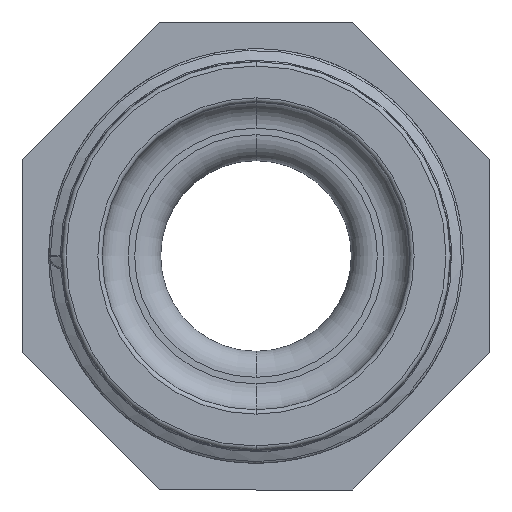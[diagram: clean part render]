
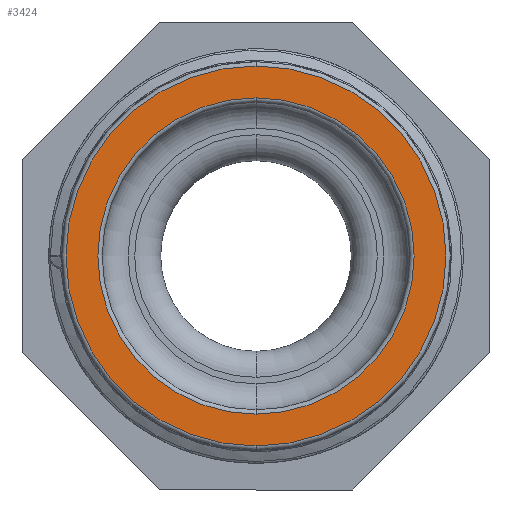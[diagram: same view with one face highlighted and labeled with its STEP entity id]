
A CAD part, left-side view. The second image highlights one B-rep face of the part: STEP entity #3424.
In plain terms, the highlighted planar face has unit normal (-1, 0, 0).
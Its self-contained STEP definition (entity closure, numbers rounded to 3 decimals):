
#87 = EDGE_LOOP ( 'NONE', ( #1762, #1763 ) ) ;
#89 = EDGE_LOOP ( 'NONE', ( #1764, #1765 ) ) ;
#1629 = AXIS2_PLACEMENT_3D ( 'NONE', #4467, #4474, #4475 ) ;
#1762 = ORIENTED_EDGE ( 'NONE', *, *, #9418, .T. ) ;
#1763 = ORIENTED_EDGE ( 'NONE', *, *, #3482, .T. ) ;
#1764 = ORIENTED_EDGE ( 'NONE', *, *, #3479, .T. ) ;
#1765 = ORIENTED_EDGE ( 'NONE', *, *, #9419, .T. ) ;
#3424 = ADVANCED_FACE ( 'NONE', ( #4471, #4463 ), #4472, .T. ) ;
#3479 = EDGE_CURVE ( 'NONE', #3771, #3760, #5223, .T. ) ;
#3482 = EDGE_CURVE ( 'NONE', #3765, #3768, #5229, .T. ) ;
#3760 = VERTEX_POINT ( 'NONE', #8794 ) ;
#3765 = VERTEX_POINT ( 'NONE', #8799 ) ;
#3768 = VERTEX_POINT ( 'NONE', #8802 ) ;
#3771 = VERTEX_POINT ( 'NONE', #8805 ) ;
#4463 = FACE_OUTER_BOUND ( 'NONE', #89, .T. ) ;
#4467 = CARTESIAN_POINT ( 'NONE',  ( 0., 17.75, 0. ) ) ;
#4471 = FACE_BOUND ( 'NONE', #87, .T. ) ;
#4472 = PLANE ( 'NONE',  #1629 ) ;
#4474 = DIRECTION ( 'NONE',  ( -1., 0., 0. ) ) ;
#4475 = DIRECTION ( 'NONE',  ( 0., 0., 1. ) ) ;
#4956 = CARTESIAN_POINT ( 'NONE',  ( 0., 0., 0. ) ) ;
#4957 = DIRECTION ( 'NONE',  ( -1., 0., 0. ) ) ;
#4958 = DIRECTION ( 'NONE',  ( 0., 0., 1. ) ) ;
#4967 = CARTESIAN_POINT ( 'NONE',  ( 0., 0., 0. ) ) ;
#4968 = DIRECTION ( 'NONE',  ( 1., 0., 0. ) ) ;
#4969 = DIRECTION ( 'NONE',  ( 0., 0., 1. ) ) ;
#5223 = CIRCLE ( 'NONE', #5228, 21.922 ) ;
#5228 = AXIS2_PLACEMENT_3D ( 'NONE', #4956, #4957, #4958 ) ;
#5229 = CIRCLE ( 'NONE', #5232, 18.25 ) ;
#5232 = AXIS2_PLACEMENT_3D ( 'NONE', #4967, #4968, #4969 ) ;
#5389 = CIRCLE ( 'NONE', #5392, 18.25 ) ;
#5391 = CIRCLE ( 'NONE', #5394, 21.922 ) ;
#5392 = AXIS2_PLACEMENT_3D ( 'NONE', #9250, #9251, #9252 ) ;
#5394 = AXIS2_PLACEMENT_3D ( 'NONE', #9255, #9256, #9257 ) ;
#8794 = CARTESIAN_POINT ( 'NONE',  ( 0., 0., -21.922 ) ) ;
#8799 = CARTESIAN_POINT ( 'NONE',  ( 0., 0., -18.25 ) ) ;
#8802 = CARTESIAN_POINT ( 'NONE',  ( 0., 0., 18.25 ) ) ;
#8805 = CARTESIAN_POINT ( 'NONE',  ( 0., 0., 21.922 ) ) ;
#9250 = CARTESIAN_POINT ( 'NONE',  ( 0., 0., 0. ) ) ;
#9251 = DIRECTION ( 'NONE',  ( 1., 0., 0. ) ) ;
#9252 = DIRECTION ( 'NONE',  ( 0., 0., 1. ) ) ;
#9255 = CARTESIAN_POINT ( 'NONE',  ( 0., 0., 0. ) ) ;
#9256 = DIRECTION ( 'NONE',  ( -1., 0., 0. ) ) ;
#9257 = DIRECTION ( 'NONE',  ( 0., 0., 1. ) ) ;
#9418 = EDGE_CURVE ( 'NONE', #3768, #3765, #5389, .T. ) ;
#9419 = EDGE_CURVE ( 'NONE', #3760, #3771, #5391, .T. ) ;
